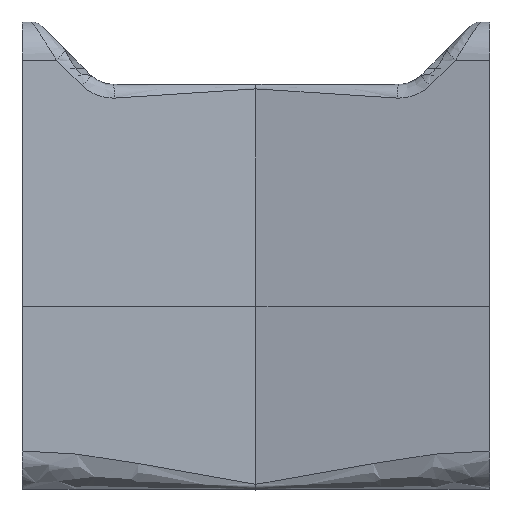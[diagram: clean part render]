
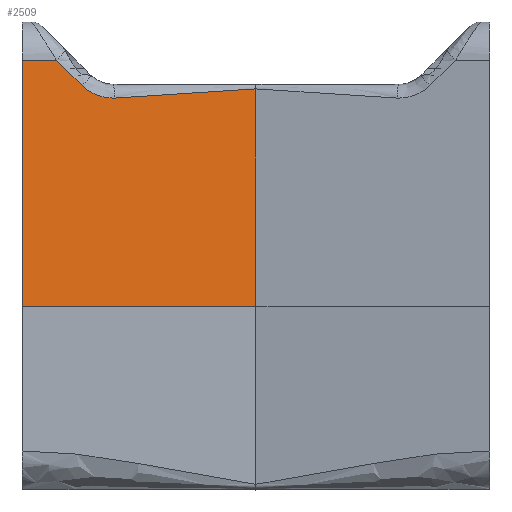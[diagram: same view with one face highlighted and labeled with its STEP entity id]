
A CAD part, top view. The second image highlights one B-rep face of the part: STEP entity #2509.
In plain terms, the highlighted planar face has unit normal (0.125, 0.018, 0.992).
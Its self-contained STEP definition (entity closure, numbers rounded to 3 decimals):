
#209 = DIRECTION ( 'NONE',  ( 0.125, 0.017, 0.992 ) ) ;
#301 = CARTESIAN_POINT ( 'NONE',  ( -9.823, 25.082, 14.111 ) ) ;
#356 = ORIENTED_EDGE ( 'NONE', *, *, #6119, .F. ) ;
#446 = CARTESIAN_POINT ( 'NONE',  ( -1.631, 25.591, 13.066 ) ) ;
#489 = CARTESIAN_POINT ( 'NONE',  ( -6.364, 25.253, 13.671 ) ) ;
#522 = VERTEX_POINT ( 'NONE', #1742 ) ;
#747 = VECTOR ( 'NONE', #2233, 1000. ) ;
#762 = LINE ( 'NONE', #2135, #3996 ) ;
#844 = VECTOR ( 'NONE', #8387, 1000. ) ;
#1029 = CARTESIAN_POINT ( 'NONE',  ( 0., 11.75, 13.103 ) ) ;
#1137 = CARTESIAN_POINT ( 'NONE',  ( -1.97, 25.566, 13.109 ) ) ;
#1151 = ORIENTED_EDGE ( 'NONE', *, *, #6228, .F. ) ;
#1217 = CARTESIAN_POINT ( 'NONE',  ( -5.725, 25.295, 13.589 ) ) ;
#1331 = VERTEX_POINT ( 'NONE', #1029 ) ;
#1648 = CARTESIAN_POINT ( 'NONE',  ( -11.642, 26.389, 14.318 ) ) ;
#1686 = CARTESIAN_POINT ( 'NONE',  ( -12.894, 27.544, 14.456 ) ) ;
#1742 = CARTESIAN_POINT ( 'NONE',  ( -15., 11.75, 15. ) ) ;
#1761 = CARTESIAN_POINT ( 'NONE',  ( -1.188, 25.623, 13.01 ) ) ;
#1837 = VERTEX_POINT ( 'NONE', #8368 ) ;
#1840 = CARTESIAN_POINT ( 'NONE',  ( -3.247, 25.472, 13.273 ) ) ;
#1995 = CARTESIAN_POINT ( 'NONE',  ( 0., 25.706, 12.858 ) ) ;
#2039 = DIRECTION ( 'NONE',  ( 0.138, -0.99, 0. ) ) ;
#2074 = CARTESIAN_POINT ( 'NONE',  ( -8.653, 25.128, 13.962 ) ) ;
#2135 = CARTESIAN_POINT ( 'NONE',  ( -15., 11.75, 15. ) ) ;
#2170 = EDGE_CURVE ( 'NONE', #6092, #8570, #4033, .T. ) ;
#2233 = DIRECTION ( 'NONE',  ( 0., -1., 0.018 ) ) ;
#2325 = LINE ( 'NONE', #8229, #747 ) ;
#2375 = CARTESIAN_POINT ( 'NONE',  ( -12.811, 27.544, 14.445 ) ) ;
#2509 = ADVANCED_FACE ( 'NONE', ( #7950 ), #7336, .T. ) ;
#2523 = CARTESIAN_POINT ( 'NONE',  ( -0.631, 25.663, 12.938 ) ) ;
#2567 = CARTESIAN_POINT ( 'NONE',  ( -5.204, 25.33, 13.523 ) ) ;
#2763 = DIRECTION ( 'NONE',  ( 0., 1., -0.018 ) ) ;
#2867 = CARTESIAN_POINT ( 'NONE',  ( -9.058, 25.112, 14.014 ) ) ;
#2906 = CARTESIAN_POINT ( 'NONE',  ( -10.596, 25.379, 14.203 ) ) ;
#2940 = CARTESIAN_POINT ( 'NONE',  ( -15., 11.75, 15. ) ) ;
#2945 = CARTESIAN_POINT ( 'NONE',  ( -12.195, 26.932, 14.378 ) ) ;
#3013 = EDGE_CURVE ( 'NONE', #3015, #1837, #5008, .T. ) ;
#3015 = VERTEX_POINT ( 'NONE', #4384 ) ;
#3071 = EDGE_CURVE ( 'NONE', #6688, #1837, #6871, .T. ) ;
#3320 = ORIENTED_EDGE ( 'NONE', *, *, #3071, .F. ) ;
#3484 = CARTESIAN_POINT ( 'NONE',  ( -9.058, 25.112, 14.014 ) ) ;
#3645 = ORIENTED_EDGE ( 'NONE', *, *, #3757, .T. ) ;
#3757 = EDGE_CURVE ( 'NONE', #522, #1331, #4890, .T. ) ;
#3792 = CARTESIAN_POINT ( 'NONE',  ( -1.38, 25.609, 13.034 ) ) ;
#3834 = CARTESIAN_POINT ( 'NONE',  ( -0.334, 25.683, 12.901 ) ) ;
#3879 = B_SPLINE_CURVE_WITH_KNOTS ( 'NONE', 3,
 ( #4992, #301, #2906, #6828 ),
 .UNSPECIFIED., .F., .F.,
 ( 4, 4 ),
 ( 0., 1. ),
 .UNSPECIFIED. ) ;
#3883 = CARTESIAN_POINT ( 'NONE',  ( -3.708, 25.438, 13.332 ) ) ;
#3996 = VECTOR ( 'NONE', #2763, 1000. ) ;
#3997 = ORIENTED_EDGE ( 'NONE', *, *, #3013, .T. ) ;
#4033 = B_SPLINE_CURVE_WITH_KNOTS ( 'NONE', 3,
 ( #5968, #7188, #3834, #2523, #4572, #8644, #1761, #3792, #446, #1137, #5178, #6453, #7857, #1840, #8556, #4486, #8473, #3883, #5137, #7230, #6549, #7818, #2567, #1217, #6503, #489, #4736, #6801, #6058, #2074, #3484 ),
 .UNSPECIFIED., .F., .F.,
 ( 4, 1, 1, 1, 1, 1, 1, 1, 1, 1, 1, 1, 1, 1, 1, 1, 1, 1, 1, 1, 1, 1, 1, 1, 1, 1, 1, 1, 4 ),
 ( 0.158, 0.188, 0.219, 0.234, 0.25, 0.266, 0.281, 0.313, 0.344, 0.375, 0.391, 0.406, 0.438, 0.469, 0.484, 0.492, 0.5, 0.508, 0.516, 0.531, 0.563, 0.625, 0.688, 0.719, 0.75, 0.781, 0.813, 0.875, 1. ),
 .UNSPECIFIED. ) ;
#4051 = EDGE_LOOP ( 'NONE', ( #1151, #5186, #5471, #3997, #3320, #356, #3645 ) ) ;
#4384 = CARTESIAN_POINT ( 'NONE',  ( -11.151, 25.915, 14.264 ) ) ;
#4486 = CARTESIAN_POINT ( 'NONE',  ( -3.631, 25.443, 13.322 ) ) ;
#4572 = CARTESIAN_POINT ( 'NONE',  ( -0.871, 25.646, 12.969 ) ) ;
#4736 = CARTESIAN_POINT ( 'NONE',  ( -6.758, 25.229, 13.721 ) ) ;
#4872 = EDGE_CURVE ( 'NONE', #8570, #3015, #3879, .T. ) ;
#4890 = LINE ( 'NONE', #2940, #844 ) ;
#4992 = CARTESIAN_POINT ( 'NONE',  ( -9.058, 25.112, 14.014 ) ) ;
#4993 = CARTESIAN_POINT ( 'NONE',  ( -11.151, 25.915, 14.264 ) ) ;
#5008 = B_SPLINE_CURVE_WITH_KNOTS ( 'NONE', 3,
 ( #4993, #1648, #2945, #2375 ),
 .UNSPECIFIED., .F., .F.,
 ( 4, 4 ),
 ( 0., 1. ),
 .UNSPECIFIED. ) ;
#5137 = CARTESIAN_POINT ( 'NONE',  ( -3.831, 25.429, 13.347 ) ) ;
#5178 = CARTESIAN_POINT ( 'NONE',  ( -2.292, 25.543, 13.151 ) ) ;
#5186 = ORIENTED_EDGE ( 'NONE', *, *, #2170, .T. ) ;
#5471 = ORIENTED_EDGE ( 'NONE', *, *, #4872, .T. ) ;
#5968 = CARTESIAN_POINT ( 'NONE',  ( 0., 25.706, 12.858 ) ) ;
#6058 = CARTESIAN_POINT ( 'NONE',  ( -8.019, 25.157, 13.881 ) ) ;
#6092 = VERTEX_POINT ( 'NONE', #1995 ) ;
#6119 = EDGE_CURVE ( 'NONE', #522, #6688, #762, .T. ) ;
#6201 = CARTESIAN_POINT ( 'NONE',  ( -14.974, 0.002, 15.203 ) ) ;
#6228 = EDGE_CURVE ( 'NONE', #6092, #1331, #2325, .T. ) ;
#6389 = DIRECTION ( 'NONE',  ( 0.992, 0., -0.125 ) ) ;
#6453 = CARTESIAN_POINT ( 'NONE',  ( -2.543, 25.524, 13.183 ) ) ;
#6503 = CARTESIAN_POINT ( 'NONE',  ( -6.125, 25.269, 13.64 ) ) ;
#6549 = CARTESIAN_POINT ( 'NONE',  ( -4.185, 25.403, 13.392 ) ) ;
#6688 = VERTEX_POINT ( 'NONE', #7736 ) ;
#6722 = VECTOR ( 'NONE', #6389, 1000. ) ;
#6801 = CARTESIAN_POINT ( 'NONE',  ( -7.216, 25.202, 13.779 ) ) ;
#6828 = CARTESIAN_POINT ( 'NONE',  ( -11.151, 25.915, 14.264 ) ) ;
#6871 = LINE ( 'NONE', #1686, #6722 ) ;
#7146 = AXIS2_PLACEMENT_3D ( 'NONE', #6201, #209, #2039 ) ;
#7188 = CARTESIAN_POINT ( 'NONE',  ( -0.107, 25.698, 12.872 ) ) ;
#7230 = CARTESIAN_POINT ( 'NONE',  ( -3.955, 25.42, 13.363 ) ) ;
#7336 = PLANE ( 'NONE',  #7146 ) ;
#7736 = CARTESIAN_POINT ( 'NONE',  ( -15., 27.544, 14.722 ) ) ;
#7818 = CARTESIAN_POINT ( 'NONE',  ( -4.618, 25.372, 13.448 ) ) ;
#7857 = CARTESIAN_POINT ( 'NONE',  ( -2.901, 25.497, 13.228 ) ) ;
#7950 = FACE_OUTER_BOUND ( 'NONE', #4051, .T. ) ;
#8229 = CARTESIAN_POINT ( 'NONE',  ( 0., -0.032, 13.311 ) ) ;
#8368 = CARTESIAN_POINT ( 'NONE',  ( -12.811, 27.544, 14.445 ) ) ;
#8387 = DIRECTION ( 'NONE',  ( 0.992, 0., -0.125 ) ) ;
#8473 = CARTESIAN_POINT ( 'NONE',  ( -3.697, 25.439, 13.33 ) ) ;
#8556 = CARTESIAN_POINT ( 'NONE',  ( -3.508, 25.453, 13.306 ) ) ;
#8570 = VERTEX_POINT ( 'NONE', #2867 ) ;
#8644 = CARTESIAN_POINT ( 'NONE',  ( -1.083, 25.631, 12.996 ) ) ;
